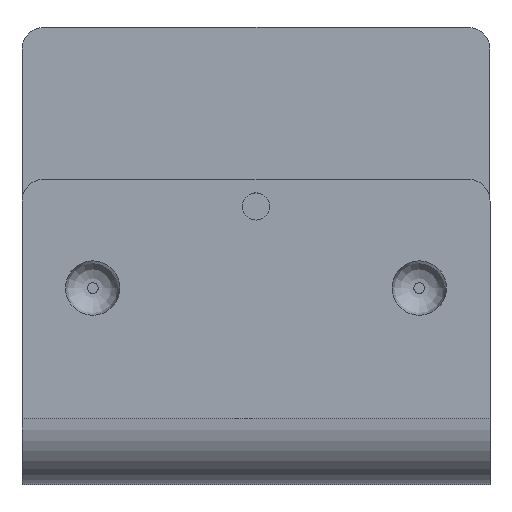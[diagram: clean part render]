
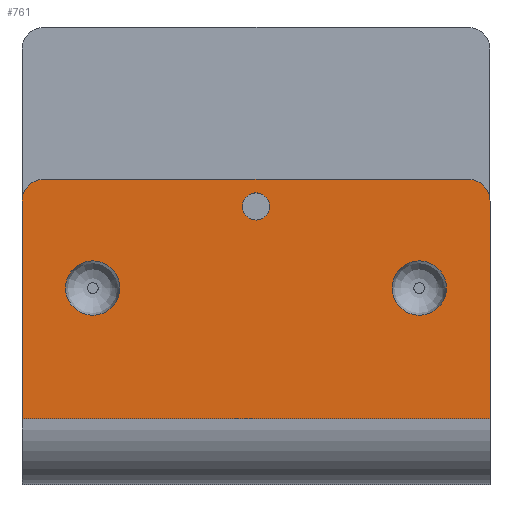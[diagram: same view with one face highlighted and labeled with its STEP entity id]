
A CAD part, top view. The second image highlights one B-rep face of the part: STEP entity #761.
In plain terms, the highlighted planar face has unit normal (0, 0, 1).
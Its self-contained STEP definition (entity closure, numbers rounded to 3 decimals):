
#123=CARTESIAN_POINT('',(7.967,25.5,19.0));
#124=VERTEX_POINT('',#123);
#125=CARTESIAN_POINT('',(6.717,25.5,19.));
#126=DIRECTION('',(0.0,0.0,-1.0));
#127=DIRECTION('',(1.0,0.0,0.0));
#128=AXIS2_PLACEMENT_3D('',#125,#126,#127);
#129=CIRCLE('',#128,1.25);
#130=EDGE_CURVE('',#124,#124,#129,.T.);
#349=CARTESIAN_POINT('',(-5.783,18.,19.));
#350=VERTEX_POINT('',#349);
#351=CARTESIAN_POINT('',(-8.283,18.,19.));
#352=DIRECTION('',(0.0,0.0,-1.0));
#353=DIRECTION('',(-1.0,0.0,0.0));
#354=AXIS2_PLACEMENT_3D('',#351,#352,#353);
#355=CIRCLE('',#354,2.5);
#356=EDGE_CURVE('',#350,#350,#355,.T.);
#434=CARTESIAN_POINT('',(24.217,18.,19.));
#435=VERTEX_POINT('',#434);
#436=CARTESIAN_POINT('',(21.717,18.,19.));
#437=DIRECTION('',(0.0,0.0,-1.0));
#438=DIRECTION('',(-1.0,0.0,0.0));
#439=AXIS2_PLACEMENT_3D('',#436,#437,#438);
#440=CIRCLE('',#439,2.5);
#441=EDGE_CURVE('',#435,#435,#440,.T.);
#460=CARTESIAN_POINT('',(-14.783,26.,19.0));
#461=VERTEX_POINT('',#460);
#462=CARTESIAN_POINT('',(-12.783,28.0,19.0));
#463=VERTEX_POINT('',#462);
#464=CARTESIAN_POINT('',(-12.783,26.,19.0));
#465=DIRECTION('',(0.0,0.0,-1.0));
#466=DIRECTION('',(-0.707,0.707,0.0));
#467=AXIS2_PLACEMENT_3D('',#464,#465,#466);
#468=CIRCLE('',#467,2.0);
#469=EDGE_CURVE('',#461,#463,#468,.T.);
#511=CARTESIAN_POINT('',(-14.783,6.,19.));
#512=VERTEX_POINT('',#511);
#519=CARTESIAN_POINT('',(-14.783,6.,19.));
#520=DIRECTION('',(0.0,1.0,0.0));
#521=VECTOR('',#520,20.);
#522=LINE('',#519,#521);
#523=EDGE_CURVE('',#512,#461,#522,.T.);
#583=CARTESIAN_POINT('',(26.217,28.0,19.0));
#584=VERTEX_POINT('',#583);
#585=CARTESIAN_POINT('',(28.217,26.,19.));
#586=VERTEX_POINT('',#585);
#587=CARTESIAN_POINT('',(26.217,26.,19.0));
#588=DIRECTION('',(0.0,0.0,-1.0));
#589=DIRECTION('',(0.707,0.707,0.0));
#590=AXIS2_PLACEMENT_3D('',#587,#588,#589);
#591=CIRCLE('',#590,2.0);
#592=EDGE_CURVE('',#584,#586,#591,.T.);
#616=CARTESIAN_POINT('',(28.217,6.,19.));
#617=VERTEX_POINT('',#616);
#618=CARTESIAN_POINT('',(28.217,26.0,19.0));
#619=DIRECTION('',(0.0,-1.0,0.0));
#620=VECTOR('',#619,20.0);
#621=LINE('',#618,#620);
#622=EDGE_CURVE('',#586,#617,#621,.T.);
#639=CARTESIAN_POINT('',(-14.783,6.,19.));
#640=DIRECTION('',(1.0,0.0,0.0));
#641=VECTOR('',#640,43.);
#642=LINE('',#639,#641);
#643=EDGE_CURVE('',#512,#617,#642,.T.);
#728=CARTESIAN_POINT('',(-12.783,28.0,19.0));
#729=DIRECTION('',(1.0,0.0,0.0));
#730=VECTOR('',#729,39.);
#731=LINE('',#728,#730);
#732=EDGE_CURVE('',#463,#584,#731,.T.);
#739=CARTESIAN_POINT('',(6.717,13.607,19.));
#740=DIRECTION('',(0.0,0.0,-1.0));
#741=DIRECTION('',(0.0,1.0,0.0));
#742=AXIS2_PLACEMENT_3D('',#739,#740,#741);
#743=PLANE('',#742);
#744=ORIENTED_EDGE('',*,*,#469,.F.);
#745=ORIENTED_EDGE('',*,*,#523,.F.);
#746=ORIENTED_EDGE('',*,*,#643,.T.);
#747=ORIENTED_EDGE('',*,*,#622,.F.);
#748=ORIENTED_EDGE('',*,*,#592,.F.);
#749=ORIENTED_EDGE('',*,*,#732,.F.);
#750=EDGE_LOOP('',(#744,#745,#746,#747,#748,#749));
#751=FACE_OUTER_BOUND('',#750,.T.);
#752=ORIENTED_EDGE('',*,*,#130,.T.);
#753=EDGE_LOOP('',(#752));
#754=FACE_BOUND('',#753,.T.);
#755=ORIENTED_EDGE('',*,*,#356,.T.);
#756=EDGE_LOOP('',(#755));
#757=FACE_BOUND('',#756,.T.);
#758=ORIENTED_EDGE('',*,*,#441,.T.);
#759=EDGE_LOOP('',(#758));
#760=FACE_BOUND('',#759,.T.);
#761=ADVANCED_FACE('',(#751,#754,#757,#760),#743,.F.);
